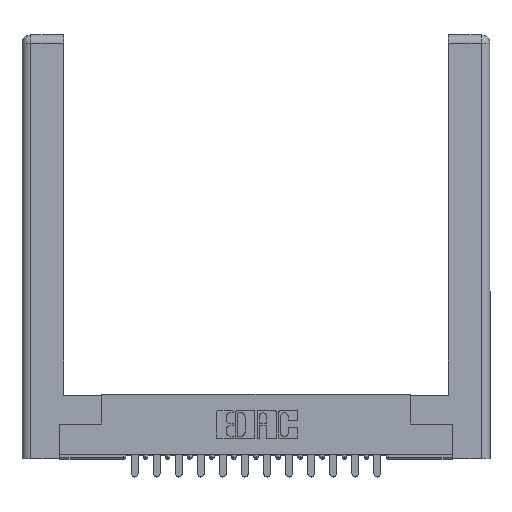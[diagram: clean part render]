
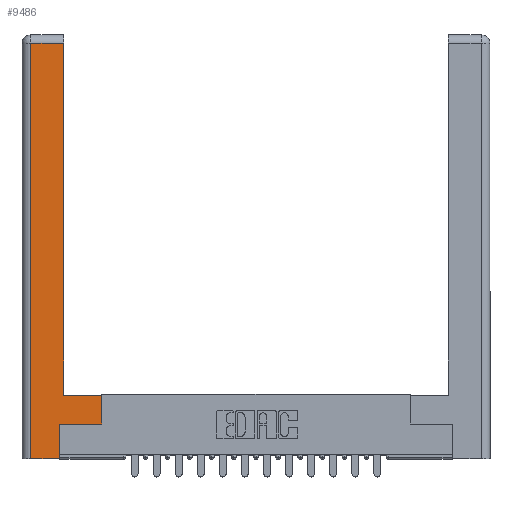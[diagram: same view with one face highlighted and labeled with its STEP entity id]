
A CAD part, top view. The second image highlights one B-rep face of the part: STEP entity #9486.
In plain terms, the highlighted planar face has unit normal (0, 0, 1).
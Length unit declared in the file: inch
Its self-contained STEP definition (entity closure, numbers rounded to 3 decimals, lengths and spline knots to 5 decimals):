
#591 = VECTOR ( 'NONE', #9858, 39.37008 ) ;
#951 = ORIENTED_EDGE ( 'NONE', *, *, #18139, .T. ) ;
#1050 = CARTESIAN_POINT ( 'NONE',  ( 0.295, 0.45, 0. ) ) ;
#1681 = VECTOR ( 'NONE', #2851, 39.37008 ) ;
#1879 = CARTESIAN_POINT ( 'NONE',  ( 0.0615, 2.94, 0. ) ) ;
#1992 = LINE ( 'NONE', #13245, #18456 ) ;
#2376 = DIRECTION ( 'NONE',  ( 0., 1., 0. ) ) ;
#2638 = VERTEX_POINT ( 'NONE', #15897 ) ;
#2851 = DIRECTION ( 'NONE',  ( 1., 0., 0. ) ) ;
#2982 = VERTEX_POINT ( 'NONE', #8488 ) ;
#3061 = VERTEX_POINT ( 'NONE', #11810 ) ;
#3145 = CARTESIAN_POINT ( 'NONE',  ( 0.565, 0.45, 0. ) ) ;
#3316 = EDGE_CURVE ( 'NONE', #3789, #2638, #11438, .T. ) ;
#3789 = VERTEX_POINT ( 'NONE', #19114 ) ;
#3886 = EDGE_CURVE ( 'NONE', #3061, #3789, #15426, .T. ) ;
#3941 = CARTESIAN_POINT ( 'NONE',  ( 0.265, 0., 0. ) ) ;
#3953 = VERTEX_POINT ( 'NONE', #1050 ) ;
#4014 = VERTEX_POINT ( 'NONE', #3145 ) ;
#4060 = VECTOR ( 'NONE', #2376, 39.37008 ) ;
#4468 = DIRECTION ( 'NONE',  ( 0., 1., 0. ) ) ;
#5087 = AXIS2_PLACEMENT_3D ( 'NONE', #9128, #6307, #10636 ) ;
#5690 = CARTESIAN_POINT ( 'NONE',  ( 0.565, 0.245, 0. ) ) ;
#5846 = ORIENTED_EDGE ( 'NONE', *, *, #3886, .T. ) ;
#6208 = EDGE_CURVE ( 'NONE', #2982, #17579, #8417, .T. ) ;
#6307 = DIRECTION ( 'NONE',  ( 0., 0., -1. ) ) ;
#6326 = VECTOR ( 'NONE', #17316, 39.37008 ) ;
#6345 = EDGE_CURVE ( 'NONE', #2638, #18141, #11390, .T. ) ;
#6360 = VECTOR ( 'NONE', #9439, 39.37008 ) ;
#6562 = CARTESIAN_POINT ( 'NONE',  ( 0.565, 0.45, 0. ) ) ;
#7586 = CARTESIAN_POINT ( 'NONE',  ( 0.295, 0.45, 0. ) ) ;
#7599 = DIRECTION ( 'NONE',  ( -1., 0., 0. ) ) ;
#8198 = CARTESIAN_POINT ( 'NONE',  ( 0.295, 3., 0. ) ) ;
#8417 = LINE ( 'NONE', #5690, #1681 ) ;
#8488 = CARTESIAN_POINT ( 'NONE',  ( 0.265, 0.245, 0. ) ) ;
#9128 = CARTESIAN_POINT ( 'NONE',  ( 0., 0., 0. ) ) ;
#9439 = DIRECTION ( 'NONE',  ( 0., 1., 0. ) ) ;
#9486 = ADVANCED_FACE ( 'NONE', ( #11739 ), #13646, .F. ) ;
#9858 = DIRECTION ( 'NONE',  ( 0., -1., 0. ) ) ;
#10128 = ORIENTED_EDGE ( 'NONE', *, *, #6345, .T. ) ;
#10636 = DIRECTION ( 'NONE',  ( -1., 0., 0. ) ) ;
#10853 = EDGE_CURVE ( 'NONE', #4014, #3953, #17164, .T. ) ;
#11231 = ORIENTED_EDGE ( 'NONE', *, *, #6208, .T. ) ;
#11390 = LINE ( 'NONE', #3941, #6326 ) ;
#11438 = LINE ( 'NONE', #17301, #591 ) ;
#11701 = ORIENTED_EDGE ( 'NONE', *, *, #17646, .T. ) ;
#11739 = FACE_OUTER_BOUND ( 'NONE', #18572, .T. ) ;
#11810 = CARTESIAN_POINT ( 'NONE',  ( 0.295, 2.94, 0. ) ) ;
#11820 = ORIENTED_EDGE ( 'NONE', *, *, #3316, .T. ) ;
#12032 = DIRECTION ( 'NONE',  ( -1., 0., 0. ) ) ;
#12245 = CARTESIAN_POINT ( 'NONE',  ( 0.565, 0.245, 0. ) ) ;
#12290 = VECTOR ( 'NONE', #12032, 39.37008 ) ;
#13060 = LINE ( 'NONE', #6562, #6360 ) ;
#13245 = CARTESIAN_POINT ( 'NONE',  ( 0.265, 0.245, 0. ) ) ;
#13646 = PLANE ( 'NONE',  #5087 ) ;
#13896 = ORIENTED_EDGE ( 'NONE', *, *, #15847, .T. ) ;
#15426 = LINE ( 'NONE', #1879, #17740 ) ;
#15680 = CARTESIAN_POINT ( 'NONE',  ( 0.265, 0., 0. ) ) ;
#15847 = EDGE_CURVE ( 'NONE', #17579, #4014, #13060, .T. ) ;
#15897 = CARTESIAN_POINT ( 'NONE',  ( 0.0615, 0., 0. ) ) ;
#16316 = LINE ( 'NONE', #8198, #4060 ) ;
#17164 = LINE ( 'NONE', #7586, #12290 ) ;
#17301 = CARTESIAN_POINT ( 'NONE',  ( 0.0615, 0., 0. ) ) ;
#17316 = DIRECTION ( 'NONE',  ( 1., 0., 0. ) ) ;
#17579 = VERTEX_POINT ( 'NONE', #12245 ) ;
#17646 = EDGE_CURVE ( 'NONE', #18141, #2982, #1992, .T. ) ;
#17740 = VECTOR ( 'NONE', #7599, 39.37008 ) ;
#18139 = EDGE_CURVE ( 'NONE', #3953, #3061, #16316, .T. ) ;
#18141 = VERTEX_POINT ( 'NONE', #15680 ) ;
#18456 = VECTOR ( 'NONE', #4468, 39.37008 ) ;
#18572 = EDGE_LOOP ( 'NONE', ( #951, #5846, #11820, #10128, #11701, #11231, #13896, #18794 ) ) ;
#18794 = ORIENTED_EDGE ( 'NONE', *, *, #10853, .T. ) ;
#19114 = CARTESIAN_POINT ( 'NONE',  ( 0.0615, 2.94, 0. ) ) ;
